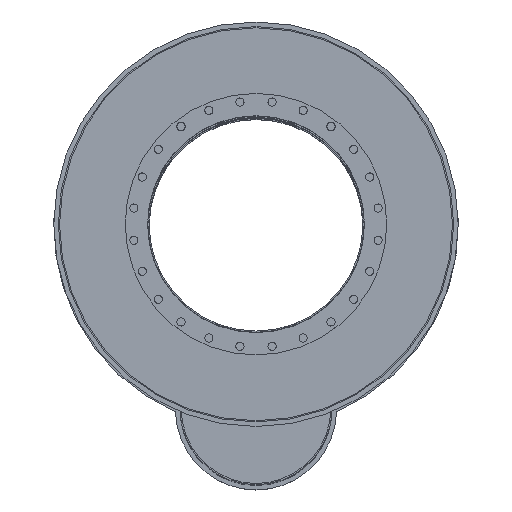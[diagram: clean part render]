
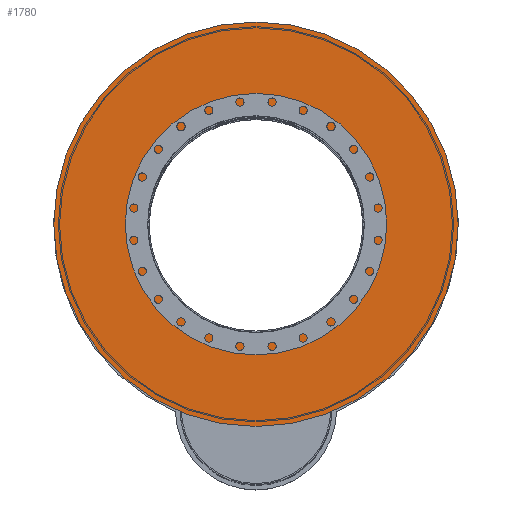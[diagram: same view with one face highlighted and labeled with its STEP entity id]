
A CAD part, top view. The second image highlights one B-rep face of the part: STEP entity #1780.
In plain terms, the highlighted planar face has unit normal (0, 0, 1).
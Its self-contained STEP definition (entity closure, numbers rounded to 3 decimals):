
#142=PLANE('',#2040);
#322=FACE_BOUND('',#715,.T.);
#432=FACE_OUTER_BOUND('',#714,.T.);
#714=EDGE_LOOP('',(#1582));
#715=EDGE_LOOP('',(#1583));
#874=CIRCLE('',#2035,356.5);
#876=CIRCLE('',#2038,665.);
#1042=VERTEX_POINT('',#3036);
#1044=VERTEX_POINT('',#3041);
#1226=EDGE_CURVE('',#1042,#1042,#874,.T.);
#1228=EDGE_CURVE('',#1044,#1044,#876,.T.);
#1582=ORIENTED_EDGE('',*,*,#1228,.F.);
#1583=ORIENTED_EDGE('',*,*,#1226,.T.);
#1780=ADVANCED_FACE('',(#432,#322),#142,.F.);
#2035=AXIS2_PLACEMENT_3D('',#3037,#2558,#2559);
#2038=AXIS2_PLACEMENT_3D('',#3042,#2564,#2565);
#2040=AXIS2_PLACEMENT_3D('',#3045,#2568,#2569);
#2558=DIRECTION('center_axis',(0.,0.,-1.));
#2559=DIRECTION('ref_axis',(-1.,0.,0.));
#2564=DIRECTION('center_axis',(0.,0.,-1.));
#2565=DIRECTION('ref_axis',(-1.,0.,0.));
#2568=DIRECTION('center_axis',(0.,0.,-1.));
#2569=DIRECTION('ref_axis',(-1.,0.,0.));
#3036=CARTESIAN_POINT('',(356.5,0.,4110.));
#3037=CARTESIAN_POINT('Origin',(0.,0.,4110.));
#3041=CARTESIAN_POINT('',(665.,0.,4110.));
#3042=CARTESIAN_POINT('Origin',(0.,0.,4110.));
#3045=CARTESIAN_POINT('Origin',(0.,0.,4110.));
